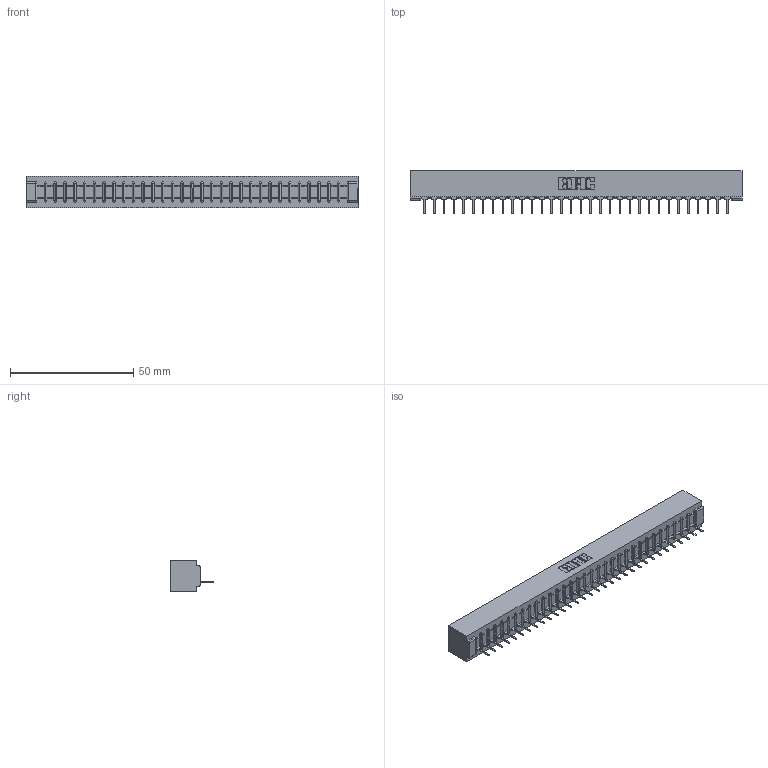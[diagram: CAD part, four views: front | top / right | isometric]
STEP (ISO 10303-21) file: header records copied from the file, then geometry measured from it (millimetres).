
FILE_DESCRIPTION (( 'STEP AP203' ), '1' );
FILE_NAME ('357-032-531-101.STEP', '2019-09-14T05:12:50', ( '' ), ( '' ), 'SwSTEP 2.0', 'SolidWorks 2016', '' );
FILE_SCHEMA (( 'CONFIG_CONTROL_DESIGN' ));
Length unit declared in the file: inch
Products named in the file (3): 307 Part_No Mounting Lugs; 307-290-001_531; 357-032-531-101
Assembly tree (33 placements, depth 2):
  357-032-531-101
    307 Part_No Mounting Lugs
    307-290-001_531  x32
Bounding box: 134.67 x 17.42 x 12.7 mm (x, y, z)
Volume: 14374.1 mm3; surface area: 14880.9 mm2
Topology: 33 solids, 33 shells, 1935 faces, 5483 edges, 3522 vertices
Faces by surface type: plane 1250, cylinder 619, sphere 66
Entity records: 28356 total; most frequent: CARTESIAN_POINT 4772, ORIENTED_EDGE 4758, DIRECTION 4645, EDGE_CURVE 2379, LINE 1823, VECTOR 1823, VERTEX_POINT 1538, AXIS2_PLACEMENT_3D 1411
